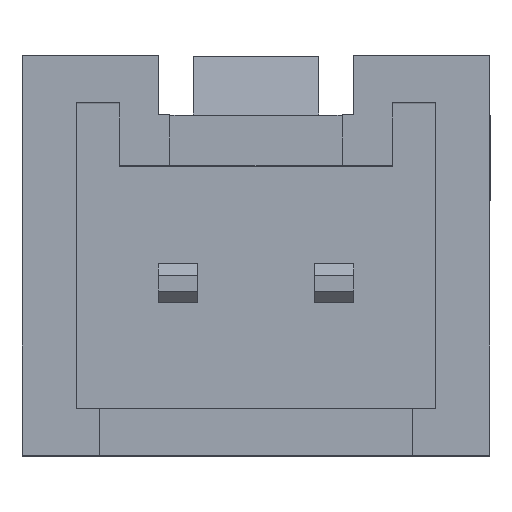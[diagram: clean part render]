
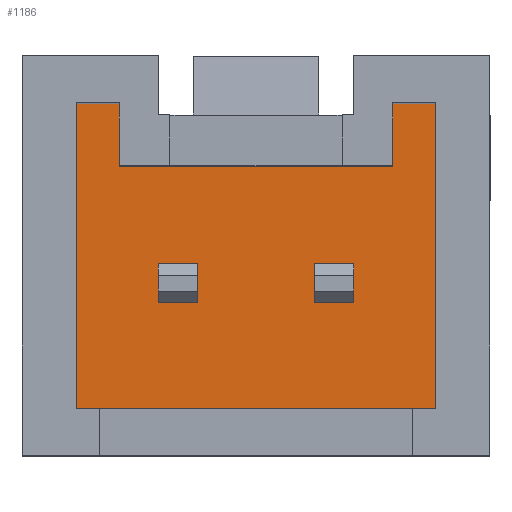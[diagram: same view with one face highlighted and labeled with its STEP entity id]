
A CAD part, top view. The second image highlights one B-rep face of the part: STEP entity #1186.
In plain terms, the highlighted planar face has unit normal (0, 0, 1).
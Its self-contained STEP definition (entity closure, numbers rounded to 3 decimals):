
#40 = LINE ( 'NONE', #862, #1748 ) ;
#49 = EDGE_CURVE ( 'NONE', #844, #760, #40, .T. ) ;
#76 = CARTESIAN_POINT ( 'NONE',  ( 3.75, 3.35, -1.4 ) ) ;
#144 = CARTESIAN_POINT ( 'NONE',  ( 0., 4.5, -1.4 ) ) ;
#161 = CARTESIAN_POINT ( 'NONE',  ( -0.3, 0.6, -1.4 ) ) ;
#183 = AXIS2_PLACEMENT_3D ( 'NONE', #1622, #620, #1794 ) ;
#272 = CARTESIAN_POINT ( 'NONE',  ( 4.3, 0.6, -1.4 ) ) ;
#283 = DIRECTION ( 'NONE',  ( 0., 1., 0. ) ) ;
#301 = VERTEX_POINT ( 'NONE', #1032 ) ;
#315 = CARTESIAN_POINT ( 'NONE',  ( -0.3, 0.6, -1.4 ) ) ;
#325 = LINE ( 'NONE', #1972, #1148 ) ;
#450 = ORIENTED_EDGE ( 'NONE', *, *, #1730, .F. ) ;
#477 = CARTESIAN_POINT ( 'NONE',  ( 4., 4.5, -1.4 ) ) ;
#489 = VECTOR ( 'NONE', #1990, 1000. ) ;
#510 = VECTOR ( 'NONE', #939, 1000. ) ;
#620 = DIRECTION ( 'NONE',  ( 0., 0., 1. ) ) ;
#746 = EDGE_CURVE ( 'NONE', #844, #1555, #1112, .T. ) ;
#760 = VERTEX_POINT ( 'NONE', #1381 ) ;
#768 = LINE ( 'NONE', #161, #1216 ) ;
#769 = CARTESIAN_POINT ( 'NONE',  ( 4.3, 0.6, -1.4 ) ) ;
#796 = DIRECTION ( 'NONE',  ( 1., 0., 0. ) ) ;
#841 = EDGE_CURVE ( 'NONE', #2005, #1203, #325, .T. ) ;
#844 = VERTEX_POINT ( 'NONE', #1800 ) ;
#860 = FACE_OUTER_BOUND ( 'NONE', #1030, .T. ) ;
#862 = CARTESIAN_POINT ( 'NONE',  ( 4., 3.7, -1.4 ) ) ;
#869 = CARTESIAN_POINT ( 'NONE',  ( 0.25, 3.35, -1.4 ) ) ;
#902 = VERTEX_POINT ( 'NONE', #1658 ) ;
#907 = LINE ( 'NONE', #477, #489 ) ;
#939 = DIRECTION ( 'NONE',  ( -1., 0., 0. ) ) ;
#953 = DIRECTION ( 'NONE',  ( -1., 0., 0. ) ) ;
#963 = LINE ( 'NONE', #76, #1523 ) ;
#1030 = EDGE_LOOP ( 'NONE', ( #1968, #1039, #1196, #450, #2021, #1708, #1722, #1844 ) ) ;
#1032 = CARTESIAN_POINT ( 'NONE',  ( 3.75, 4.5, -1.4 ) ) ;
#1039 = ORIENTED_EDGE ( 'NONE', *, *, #746, .T. ) ;
#1040 = DIRECTION ( 'NONE',  ( 0., 1., 0. ) ) ;
#1065 = VECTOR ( 'NONE', #283, 1000. ) ;
#1112 = LINE ( 'NONE', #869, #1511 ) ;
#1148 = VECTOR ( 'NONE', #953, 1000. ) ;
#1162 = LINE ( 'NONE', #144, #510 ) ;
#1186 = ADVANCED_FACE ( 'NONE', ( #860 ), #1784, .T. ) ;
#1196 = ORIENTED_EDGE ( 'NONE', *, *, #1562, .F. ) ;
#1200 = EDGE_CURVE ( 'NONE', #2164, #301, #1162, .T. ) ;
#1203 = VERTEX_POINT ( 'NONE', #315 ) ;
#1216 = VECTOR ( 'NONE', #1325, 1000. ) ;
#1325 = DIRECTION ( 'NONE',  ( 0., 1., 0. ) ) ;
#1381 = CARTESIAN_POINT ( 'NONE',  ( 3.75, 3.7, -1.4 ) ) ;
#1396 = DIRECTION ( 'NONE',  ( 0., 1., 0. ) ) ;
#1511 = VECTOR ( 'NONE', #1040, 1000. ) ;
#1523 = VECTOR ( 'NONE', #1396, 1000. ) ;
#1526 = LINE ( 'NONE', #272, #1065 ) ;
#1555 = VERTEX_POINT ( 'NONE', #1812 ) ;
#1562 = EDGE_CURVE ( 'NONE', #902, #1555, #907, .T. ) ;
#1622 = CARTESIAN_POINT ( 'NONE',  ( 4., 2.475, -1.4 ) ) ;
#1658 = CARTESIAN_POINT ( 'NONE',  ( -0.3, 4.5, -1.4 ) ) ;
#1708 = ORIENTED_EDGE ( 'NONE', *, *, #1867, .T. ) ;
#1722 = ORIENTED_EDGE ( 'NONE', *, *, #1200, .T. ) ;
#1730 = EDGE_CURVE ( 'NONE', #1203, #902, #768, .T. ) ;
#1748 = VECTOR ( 'NONE', #796, 1000. ) ;
#1784 = PLANE ( 'NONE',  #183 ) ;
#1794 = DIRECTION ( 'NONE',  ( -1., 0., 0. ) ) ;
#1800 = CARTESIAN_POINT ( 'NONE',  ( 0.25, 3.7, -1.4 ) ) ;
#1812 = CARTESIAN_POINT ( 'NONE',  ( 0.25, 4.5, -1.4 ) ) ;
#1844 = ORIENTED_EDGE ( 'NONE', *, *, #2105, .F. ) ;
#1867 = EDGE_CURVE ( 'NONE', #2005, #2164, #1526, .T. ) ;
#1968 = ORIENTED_EDGE ( 'NONE', *, *, #49, .F. ) ;
#1972 = CARTESIAN_POINT ( 'NONE',  ( 7.375, 0.6, -1.4 ) ) ;
#1990 = DIRECTION ( 'NONE',  ( 1., 0., 0. ) ) ;
#2005 = VERTEX_POINT ( 'NONE', #769 ) ;
#2021 = ORIENTED_EDGE ( 'NONE', *, *, #841, .F. ) ;
#2098 = CARTESIAN_POINT ( 'NONE',  ( 4.3, 4.5, -1.4 ) ) ;
#2105 = EDGE_CURVE ( 'NONE', #760, #301, #963, .T. ) ;
#2164 = VERTEX_POINT ( 'NONE', #2098 ) ;
